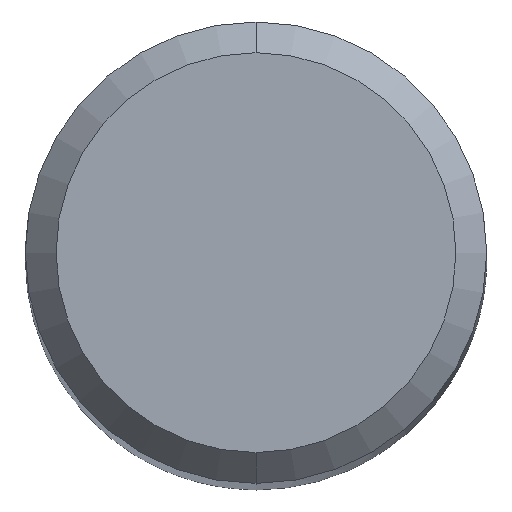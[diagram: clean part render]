
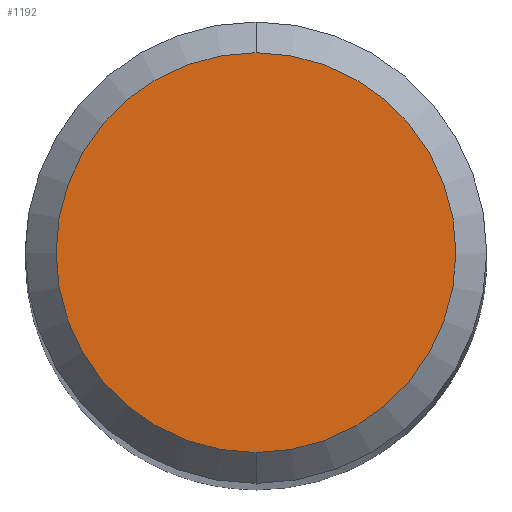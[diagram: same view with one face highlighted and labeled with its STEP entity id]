
A CAD part, top view. The second image highlights one B-rep face of the part: STEP entity #1192.
In plain terms, the highlighted planar face has unit normal (0, 0, 1).
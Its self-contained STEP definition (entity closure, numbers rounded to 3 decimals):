
#490=EDGE_CURVE('',#536,#708,#1300,.T.);
#536=VERTEX_POINT('',#1351);
#572=EDGE_CURVE('',#708,#536,#1390,.T.);
#708=VERTEX_POINT('',#1542);
#1192=ADVANCED_FACE('',(#2071),#2072,.T.);
#1300=CIRCLE('',#2309,2.6);
#1351=CARTESIAN_POINT('',(0.0,2.6,0.0));
#1390=CIRCLE('',#2559,2.6);
#1542=CARTESIAN_POINT('',(0.,-2.6,0.0));
#2071=FACE_OUTER_BOUND('',#4334,.T.);
#2072=PLANE('',#4335);
#2309=AXIS2_PLACEMENT_3D('',#4419,#4420,#4421);
#2559=AXIS2_PLACEMENT_3D('',#4509,#4510,#4511);
#4334=EDGE_LOOP('',(#5195,#5196));
#4335=AXIS2_PLACEMENT_3D('',#5197,#5198,#5199);
#4419=CARTESIAN_POINT('',(0.0,0.0,0.0));
#4420=DIRECTION('',(0.0,0.0,-1.0));
#4421=DIRECTION('',(0.0,1.0,0.0));
#4509=CARTESIAN_POINT('',(0.0,0.0,0.0));
#4510=DIRECTION('',(0.0,0.0,-1.0));
#4511=DIRECTION('',(0.0,1.0,0.0));
#5195=ORIENTED_EDGE('',*,*,#490,.F.);
#5196=ORIENTED_EDGE('',*,*,#572,.F.);
#5197=CARTESIAN_POINT('',(0.0,1.3,0.0));
#5198=DIRECTION('',(-0.0,0.0,1.0));
#5199=DIRECTION('',(0.0,-1.0,0.0));
